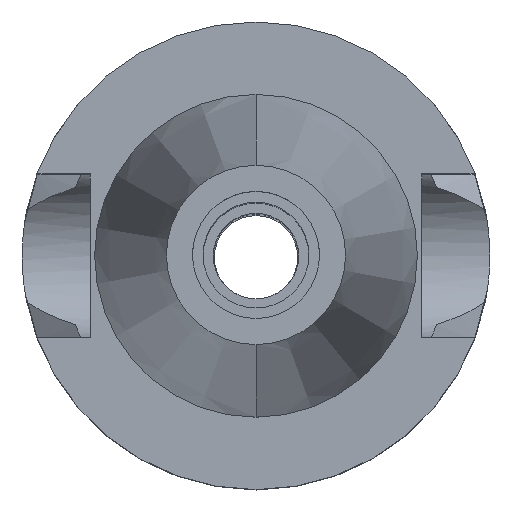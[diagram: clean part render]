
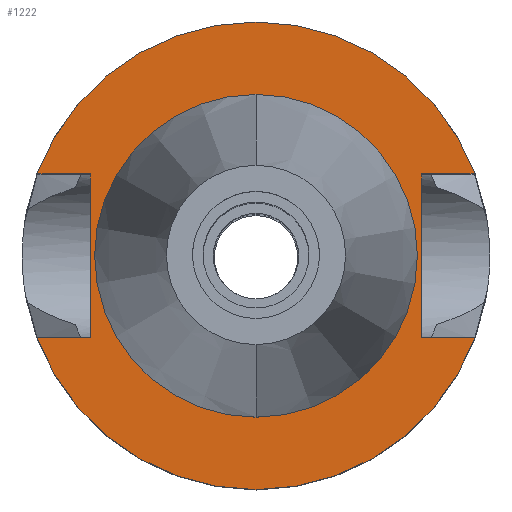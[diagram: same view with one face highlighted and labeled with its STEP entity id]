
A CAD part, top view. The second image highlights one B-rep face of the part: STEP entity #1222.
In plain terms, the highlighted planar face has unit normal (0, 0, 1).
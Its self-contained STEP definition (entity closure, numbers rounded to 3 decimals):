
#66 = EDGE_CURVE ( 'NONE', #698, #2231, #240, .T. ) ;
#97 = LINE ( 'NONE', #2305, #1400 ) ;
#98 = ORIENTED_EDGE ( 'NONE', *, *, #1193, .F. ) ;
#110 = VERTEX_POINT ( 'NONE', #1028 ) ;
#118 = CARTESIAN_POINT ( 'NONE',  ( -16.3, 8.05, -1. ) ) ;
#134 = LINE ( 'NONE', #1007, #1259 ) ;
#240 = LINE ( 'NONE', #2023, #1074 ) ;
#283 = CARTESIAN_POINT ( 'NONE',  ( -21.547, 8.05, -1. ) ) ;
#286 = VERTEX_POINT ( 'NONE', #283 ) ;
#290 = AXIS2_PLACEMENT_3D ( 'NONE', #2014, #893, #1790 ) ;
#291 = EDGE_CURVE ( 'NONE', #1757, #1892, #2790, .T. ) ;
#313 = CARTESIAN_POINT ( 'NONE',  ( -16.3, -8.05, -1. ) ) ;
#336 = FACE_BOUND ( 'NONE', #854, .T. ) ;
#401 = CIRCLE ( 'NONE', #776, 15.875 ) ;
#500 = DIRECTION ( 'NONE',  ( 0., -1., 0. ) ) ;
#507 = ORIENTED_EDGE ( 'NONE', *, *, #291, .F. ) ;
#562 = EDGE_CURVE ( 'NONE', #286, #2163, #1597, .T. ) ;
#684 = VECTOR ( 'NONE', #1214, 1000. ) ;
#698 = VERTEX_POINT ( 'NONE', #2549 ) ;
#724 = DIRECTION ( 'NONE',  ( 0., 1., 0. ) ) ;
#747 = LINE ( 'NONE', #937, #1213 ) ;
#750 = DIRECTION ( 'NONE',  ( 1., 0., 0. ) ) ;
#776 = AXIS2_PLACEMENT_3D ( 'NONE', #2337, #781, #500 ) ;
#781 = DIRECTION ( 'NONE',  ( 0., 0., 1. ) ) ;
#808 = DIRECTION ( 'NONE',  ( 0., 0., -1. ) ) ;
#854 = EDGE_LOOP ( 'NONE', ( #507, #98 ) ) ;
#893 = DIRECTION ( 'NONE',  ( 0., 0., 1. ) ) ;
#937 = CARTESIAN_POINT ( 'NONE',  ( -16.3, -8.05, -1. ) ) ;
#948 = CARTESIAN_POINT ( 'NONE',  ( 16.3, 8.05, -1. ) ) ;
#949 = LINE ( 'NONE', #313, #684 ) ;
#951 = EDGE_CURVE ( 'NONE', #1083, #2163, #97, .T. ) ;
#955 = DIRECTION ( 'NONE',  ( 0., -1., 0. ) ) ;
#960 = CARTESIAN_POINT ( 'NONE',  ( 0., -15.875, -1. ) ) ;
#972 = FACE_OUTER_BOUND ( 'NONE', #1629, .T. ) ;
#982 = AXIS2_PLACEMENT_3D ( 'NONE', #1613, #1180, #724 ) ;
#1007 = CARTESIAN_POINT ( 'NONE',  ( -16.3, 8.05, -1. ) ) ;
#1028 = CARTESIAN_POINT ( 'NONE',  ( -21.547, -8.05, -1. ) ) ;
#1029 = DIRECTION ( 'NONE',  ( 0., -1., 0. ) ) ;
#1057 = EDGE_CURVE ( 'NONE', #1083, #698, #1593, .T. ) ;
#1074 = VECTOR ( 'NONE', #2667, 1000. ) ;
#1083 = VERTEX_POINT ( 'NONE', #948 ) ;
#1088 = ORIENTED_EDGE ( 'NONE', *, *, #562, .F. ) ;
#1180 = DIRECTION ( 'NONE',  ( 0., 0., -1. ) ) ;
#1193 = EDGE_CURVE ( 'NONE', #1892, #1757, #401, .T. ) ;
#1195 = CARTESIAN_POINT ( 'NONE',  ( 0., 0., -1. ) ) ;
#1200 = CARTESIAN_POINT ( 'NONE',  ( -16.3, -8.05, -1. ) ) ;
#1213 = VECTOR ( 'NONE', #1438, 1000. ) ;
#1214 = DIRECTION ( 'NONE',  ( 0., 1., 0. ) ) ;
#1222 = ADVANCED_FACE ( 'NONE', ( #972, #336 ), #1675, .F. ) ;
#1259 = VECTOR ( 'NONE', #1904, 1000. ) ;
#1311 = EDGE_CURVE ( 'NONE', #1942, #110, #747, .T. ) ;
#1399 = EDGE_CURVE ( 'NONE', #1886, #286, #134, .T. ) ;
#1400 = VECTOR ( 'NONE', #750, 1000. ) ;
#1431 = DIRECTION ( 'NONE',  ( 0., 0., -1. ) ) ;
#1438 = DIRECTION ( 'NONE',  ( -1., 0., 0. ) ) ;
#1487 = EDGE_CURVE ( 'NONE', #2231, #110, #2772, .T. ) ;
#1503 = ORIENTED_EDGE ( 'NONE', *, *, #1311, .T. ) ;
#1520 = ORIENTED_EDGE ( 'NONE', *, *, #1399, .F. ) ;
#1567 = EDGE_CURVE ( 'NONE', #1942, #1886, #949, .T. ) ;
#1575 = VECTOR ( 'NONE', #2701, 1000. ) ;
#1593 = LINE ( 'NONE', #2046, #1575 ) ;
#1597 = CIRCLE ( 'NONE', #982, 23.002 ) ;
#1599 = ORIENTED_EDGE ( 'NONE', *, *, #1567, .F. ) ;
#1604 = ORIENTED_EDGE ( 'NONE', *, *, #1057, .F. ) ;
#1613 = CARTESIAN_POINT ( 'NONE',  ( 0., 0., -1. ) ) ;
#1629 = EDGE_LOOP ( 'NONE', ( #1503, #2309, #2646, #1604, #2306, #1088, #1520, #1599 ) ) ;
#1675 = PLANE ( 'NONE',  #2773 ) ;
#1699 = CARTESIAN_POINT ( 'NONE',  ( 0., 15.875, -1. ) ) ;
#1757 = VERTEX_POINT ( 'NONE', #1699 ) ;
#1790 = DIRECTION ( 'NONE',  ( 0., 1., 0. ) ) ;
#1886 = VERTEX_POINT ( 'NONE', #118 ) ;
#1892 = VERTEX_POINT ( 'NONE', #960 ) ;
#1904 = DIRECTION ( 'NONE',  ( -1., 0., 0. ) ) ;
#1942 = VERTEX_POINT ( 'NONE', #1200 ) ;
#2001 = AXIS2_PLACEMENT_3D ( 'NONE', #2787, #808, #1029 ) ;
#2012 = CARTESIAN_POINT ( 'NONE',  ( 21.547, -8.05, -1. ) ) ;
#2014 = CARTESIAN_POINT ( 'NONE',  ( 0., 0., -1. ) ) ;
#2023 = CARTESIAN_POINT ( 'NONE',  ( 16.3, -8.05, -1. ) ) ;
#2046 = CARTESIAN_POINT ( 'NONE',  ( 16.3, 8.05, -1. ) ) ;
#2163 = VERTEX_POINT ( 'NONE', #2456 ) ;
#2231 = VERTEX_POINT ( 'NONE', #2012 ) ;
#2305 = CARTESIAN_POINT ( 'NONE',  ( 16.3, 8.05, -1. ) ) ;
#2306 = ORIENTED_EDGE ( 'NONE', *, *, #951, .T. ) ;
#2309 = ORIENTED_EDGE ( 'NONE', *, *, #1487, .F. ) ;
#2337 = CARTESIAN_POINT ( 'NONE',  ( 0., 0., -1. ) ) ;
#2456 = CARTESIAN_POINT ( 'NONE',  ( 21.547, 8.05, -1. ) ) ;
#2549 = CARTESIAN_POINT ( 'NONE',  ( 16.3, -8.05, -1. ) ) ;
#2646 = ORIENTED_EDGE ( 'NONE', *, *, #66, .F. ) ;
#2667 = DIRECTION ( 'NONE',  ( 1., 0., 0. ) ) ;
#2701 = DIRECTION ( 'NONE',  ( 0., -1., 0. ) ) ;
#2772 = CIRCLE ( 'NONE', #2001, 23.002 ) ;
#2773 = AXIS2_PLACEMENT_3D ( 'NONE', #1195, #1431, #955 ) ;
#2787 = CARTESIAN_POINT ( 'NONE',  ( 0., 0., -1. ) ) ;
#2790 = CIRCLE ( 'NONE', #290, 15.875 ) ;
